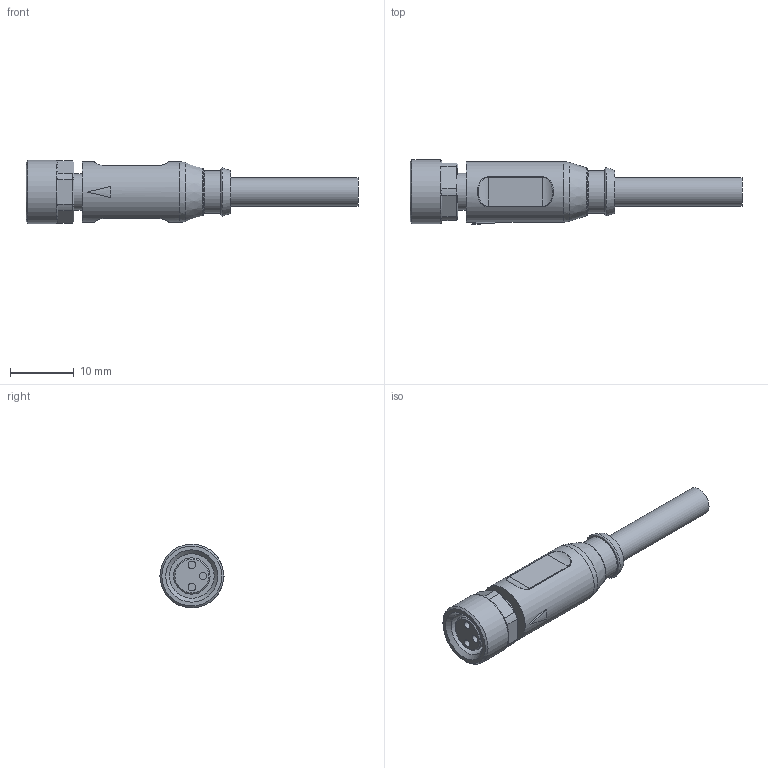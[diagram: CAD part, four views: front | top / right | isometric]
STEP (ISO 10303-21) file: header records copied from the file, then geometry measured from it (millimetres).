
FILE_DESCRIPTION(/* description */ (''),/* implementation_level */ '2;1');
FILE_NAME(/* name */ 'M8 female A-cod 3-pin.stp',/* time_stamp */ '2024-11-26T16:20:49+01:00',/* author */ ('dettke'),/* organization */ (''),/* preprocessor_version */ 'ST-DEVELOPER v20',/* originating_system */ 'Autodesk Inventor 2025',/* authorisation */ '');
FILE_SCHEMA (('AUTOMOTIVE_DESIGN { 1 0 10303 214 3 1 1 }'));
Length unit declared in the file: millimetre
Products named in the file (1): M8 female A-cod 3-pin
Bounding box: 52.1 x 10.05 x 10 mm (x, y, z)
Volume: 2219.9 mm3; surface area: 1678.9 mm2
Topology: 1 solids, 1 shells, 80 faces, 173 edges, 108 vertices
Faces by surface type: plane 33, cylinder 25, cone 11, bspline 7, torus 4
Full cylindrical faces by diameter (mm): 1.2 x3, 4.5 x1, 5.7 x1, 5.8 x1, 6.7 x1, 7 x1, 9.5 x1, 10 x1
Entity records: 2805 total; most frequent: CARTESIAN_POINT 1004, DIRECTION 386, ORIENTED_EDGE 346, EDGE_CURVE 173, AXIS2_PLACEMENT_3D 163, VERTEX_POINT 108, EDGE_LOOP 93, FACE_OUTER_BOUND 80
